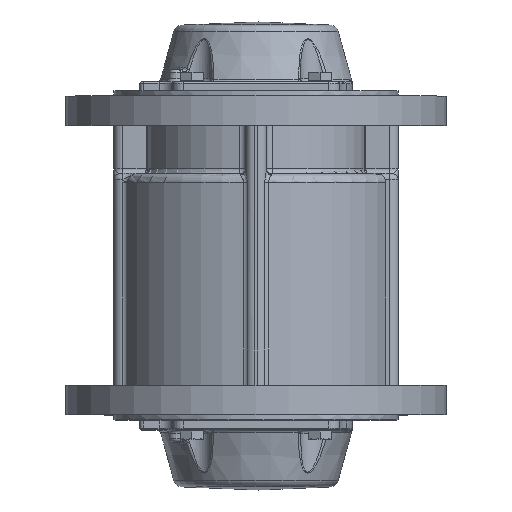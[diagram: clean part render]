
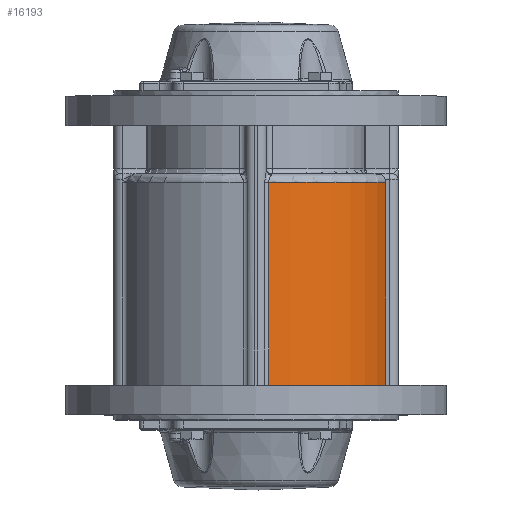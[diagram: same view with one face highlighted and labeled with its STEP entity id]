
A CAD part, top view. The second image highlights one B-rep face of the part: STEP entity #16193.
In plain terms, the highlighted cylindrical face has radius 79 mm (diameter 158 mm), a partial arc.
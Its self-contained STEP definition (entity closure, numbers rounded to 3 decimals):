
#591=CIRCLE('',#17256,79.);
#592=CIRCLE('',#17257,79.);
#1509=CYLINDRICAL_SURFACE('',#17255,79.);
#2333=ORIENTED_EDGE('',*,*,#6624,.T.);
#2334=ORIENTED_EDGE('',*,*,#6625,.T.);
#2335=ORIENTED_EDGE('',*,*,#6626,.F.);
#2336=ORIENTED_EDGE('',*,*,#6627,.T.);
#6624=EDGE_CURVE('',#8766,#8767,#591,.T.);
#6625=EDGE_CURVE('',#8767,#8768,#10066,.T.);
#6626=EDGE_CURVE('',#8769,#8768,#592,.T.);
#6627=EDGE_CURVE('',#8769,#8766,#10067,.F.);
#8766=VERTEX_POINT('',#23876);
#8767=VERTEX_POINT('',#23877);
#8768=VERTEX_POINT('',#23879);
#8769=VERTEX_POINT('',#23881);
#10066=LINE('',#23878,#10890);
#10067=LINE('',#23882,#10891);
#10890=VECTOR('',#19232,1000.);
#10891=VECTOR('',#19235,1000.);
#11670=EDGE_LOOP('',(#2333,#2334,#2335,#2336));
#12834=FACE_BOUND('',#11670,.T.);
#16193=ADVANCED_FACE('',(#12834),#1509,.T.);
#17255=AXIS2_PLACEMENT_3D('',#23874,#19228,#19229);
#17256=AXIS2_PLACEMENT_3D('',#23875,#19230,#19231);
#17257=AXIS2_PLACEMENT_3D('',#23880,#19233,#19234);
#19228=DIRECTION('',(0.,-1.,0.));
#19229=DIRECTION('',(0.,0.,-1.));
#19230=DIRECTION('',(0.,-1.,0.));
#19231=DIRECTION('',(0.,0.,-1.));
#19232=DIRECTION('',(0.,-1.,0.));
#19233=DIRECTION('',(0.,-1.,0.));
#19234=DIRECTION('',(0.,0.,-1.));
#19235=DIRECTION('',(0.,-1.,0.));
#23874=CARTESIAN_POINT('',(0.,-60.,0.));
#23875=CARTESIAN_POINT('',(0.,42.,0.));
#23876=CARTESIAN_POINT('',(74.94,42.,25.));
#23877=CARTESIAN_POINT('',(7.231,42.,78.668));
#23878=CARTESIAN_POINT('',(7.231,-60.,78.668));
#23879=CARTESIAN_POINT('',(7.231,-75.,78.668));
#23880=CARTESIAN_POINT('',(0.,-75.,0.));
#23881=CARTESIAN_POINT('',(74.94,-75.,25.));
#23882=CARTESIAN_POINT('',(74.94,-60.,25.));
